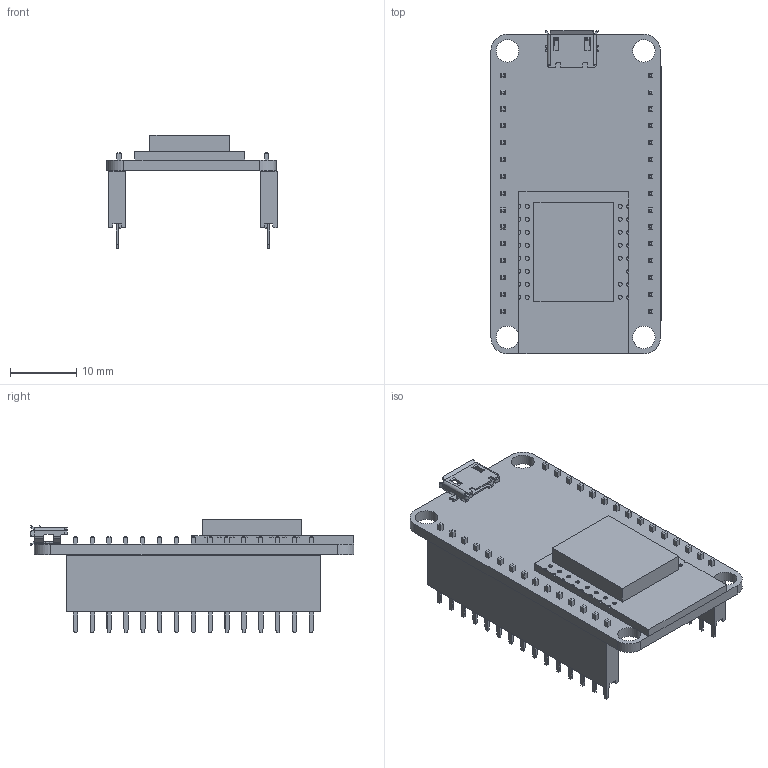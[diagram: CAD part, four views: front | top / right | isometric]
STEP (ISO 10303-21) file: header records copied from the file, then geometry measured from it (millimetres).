
FILE_DESCRIPTION(('FreeCAD Model'),'2;1');
FILE_NAME( 'NodeMCU_1_0.step', '2018-01-09T13:12:02',('kicad StepUp'),('ksu MCAD'), 'Open CASCADE STEP processor 6.8','FreeCAD','Unknown');
FILE_SCHEMA(('AUTOMOTIVE_DESIGN_CC2 { 1 2 10303 214 -1 1 5 4 }'));
Products named in the file (1): NodeMCU_1_0
Bounding box: 25.64 x 48.82 x 17.14 mm (x, y, z)
Volume: 3693.4 mm3; surface area: 7680.4 mm2
Topology: 2 solids, 3 shells, 1964 faces, 5840 edges, 3808 vertices
Faces by surface type: plane 1732, cylinder 232
Full cylindrical faces by diameter (mm): 0.6 x15, 3.411 x4
Entity records: 78873 total; most frequent: CARTESIAN_POINT 11704, ORIENTED_EDGE 11680, DIRECTION 10231, EDGE_CURVE 5840, LINE 5325, VECTOR 5325, VERTEX_POINT 3808, AXIS2_PLACEMENT_3D 2453
